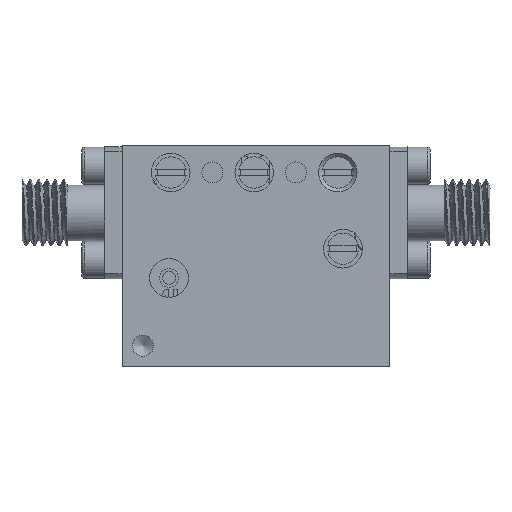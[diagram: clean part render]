
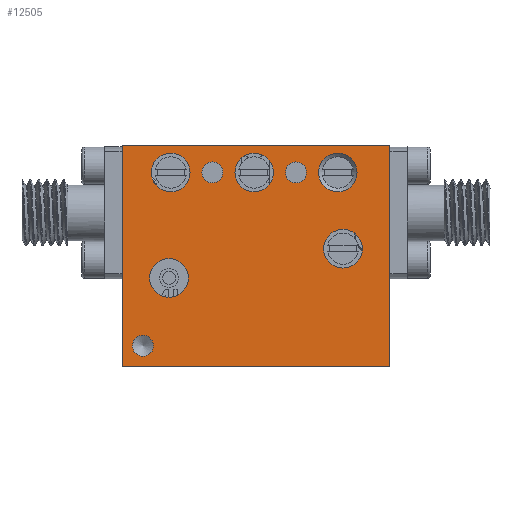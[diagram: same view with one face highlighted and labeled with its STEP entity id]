
A CAD part, front view. The second image highlights one B-rep face of the part: STEP entity #12505.
In plain terms, the highlighted planar face has unit normal (0, -1, 0).
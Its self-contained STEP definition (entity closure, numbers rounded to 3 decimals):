
#211=FACE_BOUND('',#2047,.T.);
#212=FACE_BOUND('',#2048,.T.);
#213=FACE_BOUND('',#2049,.T.);
#214=FACE_BOUND('',#2050,.T.);
#215=FACE_BOUND('',#2051,.T.);
#216=FACE_BOUND('',#2052,.T.);
#217=FACE_BOUND('',#2053,.T.);
#218=FACE_BOUND('',#2054,.T.);
#611=PLANE('',#13271);
#1332=FACE_OUTER_BOUND('',#2046,.T.);
#2046=EDGE_LOOP('',(#10934,#10935,#10936,#10937));
#2047=EDGE_LOOP('',(#10938,#10939));
#2048=EDGE_LOOP('',(#10940,#10941));
#2049=EDGE_LOOP('',(#10942,#10943));
#2050=EDGE_LOOP('',(#10944,#10945));
#2051=EDGE_LOOP('',(#10946,#10947));
#2052=EDGE_LOOP('',(#10948,#10949));
#2053=EDGE_LOOP('',(#10950,#10951));
#2054=EDGE_LOOP('',(#10952,#10953));
#2294=CIRCLE('',#13224,1.007);
#2295=CIRCLE('',#13225,1.007);
#2298=CIRCLE('',#13230,1.007);
#2299=CIRCLE('',#13231,1.007);
#2300=CIRCLE('',#13233,1.007);
#2301=CIRCLE('',#13234,1.007);
#2302=CIRCLE('',#13236,1.85);
#2303=CIRCLE('',#13237,1.85);
#2306=CIRCLE('',#13242,1.85);
#2307=CIRCLE('',#13243,1.85);
#2310=CIRCLE('',#13248,1.85);
#2311=CIRCLE('',#13249,1.85);
#2314=CIRCLE('',#13254,1.85);
#2315=CIRCLE('',#13255,1.85);
#2318=CIRCLE('',#13260,1.85);
#2319=CIRCLE('',#13261,1.85);
#3491=LINE('',#26041,#4601);
#3510=LINE('',#31490,#4620);
#3698=LINE('',#32733,#4808);
#3699=LINE('',#32735,#4809);
#4601=VECTOR('',#15321,10.);
#4620=VECTOR('',#15428,10.);
#4808=VECTOR('',#15814,10.);
#4809=VECTOR('',#15817,10.);
#5698=VERTEX_POINT('',#26039);
#5699=VERTEX_POINT('',#26040);
#5739=VERTEX_POINT('',#31488);
#5740=VERTEX_POINT('',#31489);
#5914=VERTEX_POINT('',#32635);
#5915=VERTEX_POINT('',#32636);
#5919=VERTEX_POINT('',#32648);
#5920=VERTEX_POINT('',#32649);
#5921=VERTEX_POINT('',#32654);
#5922=VERTEX_POINT('',#32655);
#5923=VERTEX_POINT('',#32660);
#5924=VERTEX_POINT('',#32661);
#5927=VERTEX_POINT('',#32672);
#5928=VERTEX_POINT('',#32673);
#5931=VERTEX_POINT('',#32684);
#5932=VERTEX_POINT('',#32685);
#5935=VERTEX_POINT('',#32696);
#5936=VERTEX_POINT('',#32697);
#5939=VERTEX_POINT('',#32708);
#5940=VERTEX_POINT('',#32709);
#7253=EDGE_CURVE('',#5698,#5699,#3491,.T.);
#7316=EDGE_CURVE('',#5739,#5740,#3510,.T.);
#7579=EDGE_CURVE('',#5914,#5915,#2294,.T.);
#7580=EDGE_CURVE('',#5915,#5914,#2295,.T.);
#7585=EDGE_CURVE('',#5919,#5920,#2298,.T.);
#7586=EDGE_CURVE('',#5920,#5919,#2299,.T.);
#7588=EDGE_CURVE('',#5921,#5922,#2300,.T.);
#7589=EDGE_CURVE('',#5922,#5921,#2301,.T.);
#7591=EDGE_CURVE('',#5923,#5924,#2302,.T.);
#7592=EDGE_CURVE('',#5924,#5923,#2303,.T.);
#7597=EDGE_CURVE('',#5927,#5928,#2306,.T.);
#7598=EDGE_CURVE('',#5928,#5927,#2307,.T.);
#7603=EDGE_CURVE('',#5931,#5932,#2310,.T.);
#7604=EDGE_CURVE('',#5932,#5931,#2311,.T.);
#7609=EDGE_CURVE('',#5935,#5936,#2314,.T.);
#7610=EDGE_CURVE('',#5936,#5935,#2315,.T.);
#7615=EDGE_CURVE('',#5939,#5940,#2318,.T.);
#7616=EDGE_CURVE('',#5940,#5939,#2319,.T.);
#7628=EDGE_CURVE('',#5699,#5739,#3698,.T.);
#7629=EDGE_CURVE('',#5740,#5698,#3699,.T.);
#10934=ORIENTED_EDGE('',*,*,#7316,.F.);
#10935=ORIENTED_EDGE('',*,*,#7628,.F.);
#10936=ORIENTED_EDGE('',*,*,#7253,.F.);
#10937=ORIENTED_EDGE('',*,*,#7629,.F.);
#10938=ORIENTED_EDGE('',*,*,#7579,.T.);
#10939=ORIENTED_EDGE('',*,*,#7580,.T.);
#10940=ORIENTED_EDGE('',*,*,#7585,.T.);
#10941=ORIENTED_EDGE('',*,*,#7586,.T.);
#10942=ORIENTED_EDGE('',*,*,#7588,.T.);
#10943=ORIENTED_EDGE('',*,*,#7589,.T.);
#10944=ORIENTED_EDGE('',*,*,#7591,.T.);
#10945=ORIENTED_EDGE('',*,*,#7592,.T.);
#10946=ORIENTED_EDGE('',*,*,#7597,.T.);
#10947=ORIENTED_EDGE('',*,*,#7598,.T.);
#10948=ORIENTED_EDGE('',*,*,#7603,.T.);
#10949=ORIENTED_EDGE('',*,*,#7604,.T.);
#10950=ORIENTED_EDGE('',*,*,#7609,.T.);
#10951=ORIENTED_EDGE('',*,*,#7610,.T.);
#10952=ORIENTED_EDGE('',*,*,#7615,.T.);
#10953=ORIENTED_EDGE('',*,*,#7616,.T.);
#12505=ADVANCED_FACE('',(#1332,#211,#212,#213,#214,#215,#216,#217,#218),
#611,.F.);
#13224=AXIS2_PLACEMENT_3D('',#32637,#15701,#15702);
#13225=AXIS2_PLACEMENT_3D('',#32638,#15703,#15704);
#13230=AXIS2_PLACEMENT_3D('',#32650,#15715,#15716);
#13231=AXIS2_PLACEMENT_3D('',#32651,#15717,#15718);
#13233=AXIS2_PLACEMENT_3D('',#32656,#15722,#15723);
#13234=AXIS2_PLACEMENT_3D('',#32657,#15724,#15725);
#13236=AXIS2_PLACEMENT_3D('',#32662,#15729,#15730);
#13237=AXIS2_PLACEMENT_3D('',#32663,#15731,#15732);
#13242=AXIS2_PLACEMENT_3D('',#32674,#15743,#15744);
#13243=AXIS2_PLACEMENT_3D('',#32675,#15745,#15746);
#13248=AXIS2_PLACEMENT_3D('',#32686,#15757,#15758);
#13249=AXIS2_PLACEMENT_3D('',#32687,#15759,#15760);
#13254=AXIS2_PLACEMENT_3D('',#32698,#15771,#15772);
#13255=AXIS2_PLACEMENT_3D('',#32699,#15773,#15774);
#13260=AXIS2_PLACEMENT_3D('',#32710,#15785,#15786);
#13261=AXIS2_PLACEMENT_3D('',#32711,#15787,#15788);
#13271=AXIS2_PLACEMENT_3D('',#32736,#15818,#15819);
#15321=DIRECTION('',(0.,0.,-1.));
#15428=DIRECTION('',(0.,0.,1.));
#15701=DIRECTION('center_axis',(0.,1.,0.));
#15702=DIRECTION('ref_axis',(1.,0.,0.));
#15703=DIRECTION('center_axis',(0.,1.,0.));
#15704=DIRECTION('ref_axis',(1.,0.,0.));
#15715=DIRECTION('center_axis',(0.,1.,0.));
#15716=DIRECTION('ref_axis',(1.,0.,0.));
#15717=DIRECTION('center_axis',(0.,1.,0.));
#15718=DIRECTION('ref_axis',(1.,0.,0.));
#15722=DIRECTION('center_axis',(0.,1.,0.));
#15723=DIRECTION('ref_axis',(1.,0.,0.));
#15724=DIRECTION('center_axis',(0.,1.,0.));
#15725=DIRECTION('ref_axis',(1.,0.,0.));
#15729=DIRECTION('center_axis',(0.,1.,0.));
#15730=DIRECTION('ref_axis',(1.,0.,0.));
#15731=DIRECTION('center_axis',(0.,1.,0.));
#15732=DIRECTION('ref_axis',(1.,0.,0.));
#15743=DIRECTION('center_axis',(0.,1.,0.));
#15744=DIRECTION('ref_axis',(1.,0.,0.));
#15745=DIRECTION('center_axis',(0.,1.,0.));
#15746=DIRECTION('ref_axis',(1.,0.,0.));
#15757=DIRECTION('center_axis',(0.,1.,0.));
#15758=DIRECTION('ref_axis',(1.,0.,0.));
#15759=DIRECTION('center_axis',(0.,1.,0.));
#15760=DIRECTION('ref_axis',(1.,0.,0.));
#15771=DIRECTION('center_axis',(0.,1.,0.));
#15772=DIRECTION('ref_axis',(1.,0.,0.));
#15773=DIRECTION('center_axis',(0.,1.,0.));
#15774=DIRECTION('ref_axis',(1.,0.,0.));
#15785=DIRECTION('center_axis',(0.,1.,0.));
#15786=DIRECTION('ref_axis',(1.,0.,0.));
#15787=DIRECTION('center_axis',(0.,1.,0.));
#15788=DIRECTION('ref_axis',(1.,0.,0.));
#15814=DIRECTION('',(-1.,0.,0.));
#15817=DIRECTION('',(1.,0.,0.));
#15818=DIRECTION('center_axis',(0.,1.,0.));
#15819=DIRECTION('ref_axis',(0.,0.,
1.));
#26039=CARTESIAN_POINT('',(11.216,-6.585,9.685));
#26040=CARTESIAN_POINT('',(11.216,-6.585,-11.515));
#26041=CARTESIAN_POINT('',(11.216,-6.585,9.685));
#31488=CARTESIAN_POINT('',(-14.444,-6.585,-11.515));
#31489=CARTESIAN_POINT('',(-14.444,-6.585,9.685));
#31490=CARTESIAN_POINT('',(-14.444,-6.585,-11.515));
#32635=CARTESIAN_POINT('',(-4.777,-6.585,7.085));
#32636=CARTESIAN_POINT('',(-6.79,-6.585,7.085));
#32637=CARTESIAN_POINT('Origin',(-5.784,-6.585,7.085));
#32638=CARTESIAN_POINT('Origin',(-5.784,-6.585,7.085));
#32648=CARTESIAN_POINT('',(-11.437,-6.585,-9.515));
#32649=CARTESIAN_POINT('',(-13.45,-6.585,-9.515));
#32650=CARTESIAN_POINT('Origin',(-12.444,-6.585,-9.515));
#32651=CARTESIAN_POINT('Origin',(-12.444,-6.585,-9.515));
#32654=CARTESIAN_POINT('',(3.223,-6.585,7.085));
#32655=CARTESIAN_POINT('',(1.21,-6.585,7.085));
#32656=CARTESIAN_POINT('Origin',(2.216,-6.585,7.085));
#32657=CARTESIAN_POINT('Origin',(2.216,-6.585,7.085));
#32660=CARTESIAN_POINT('',(8.066,-6.585,7.085));
#32661=CARTESIAN_POINT('',(4.366,-6.585,7.085));
#32662=CARTESIAN_POINT('Origin',(6.216,-6.585,7.085));
#32663=CARTESIAN_POINT('Origin',(6.216,-6.585,7.085));
#32672=CARTESIAN_POINT('',(-8.094,-6.585,-3.015));
#32673=CARTESIAN_POINT('',(-11.794,-6.585,-3.015));
#32674=CARTESIAN_POINT('Origin',(-9.944,-6.585,-3.015));
#32675=CARTESIAN_POINT('Origin',(-9.944,-6.585,-3.015));
#32684=CARTESIAN_POINT('',(-7.934,-6.585,7.085));
#32685=CARTESIAN_POINT('',(-11.634,-6.585,7.085));
#32686=CARTESIAN_POINT('Origin',(-9.784,-6.585,7.085));
#32687=CARTESIAN_POINT('Origin',(-9.784,-6.585,7.085));
#32696=CARTESIAN_POINT('',(8.566,-6.585,-0.215));
#32697=CARTESIAN_POINT('',(4.866,-6.585,-0.215));
#32698=CARTESIAN_POINT('Origin',(6.716,-6.585,-0.215));
#32699=CARTESIAN_POINT('Origin',(6.716,-6.585,-0.215));
#32708=CARTESIAN_POINT('',(0.066,-6.585,7.085));
#32709=CARTESIAN_POINT('',(-3.634,-6.585,7.085));
#32710=CARTESIAN_POINT('Origin',(-1.784,-6.585,7.085));
#32711=CARTESIAN_POINT('Origin',(-1.784,-6.585,7.085));
#32733=CARTESIAN_POINT('',(11.216,-6.585,-11.515));
#32735=CARTESIAN_POINT('',(-14.444,-6.585,9.685));
#32736=CARTESIAN_POINT('Origin',(-1.614,-6.585,-0.915));
